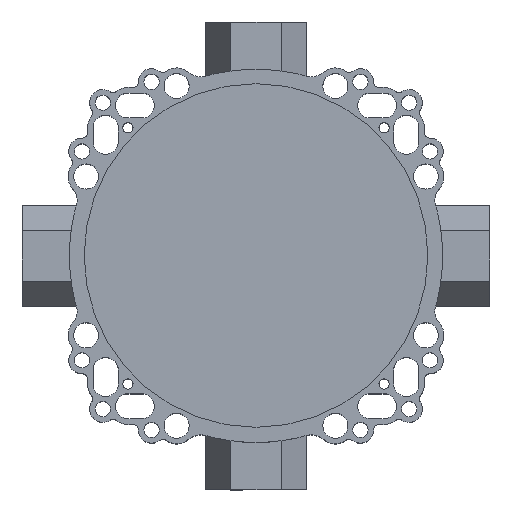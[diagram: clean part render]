
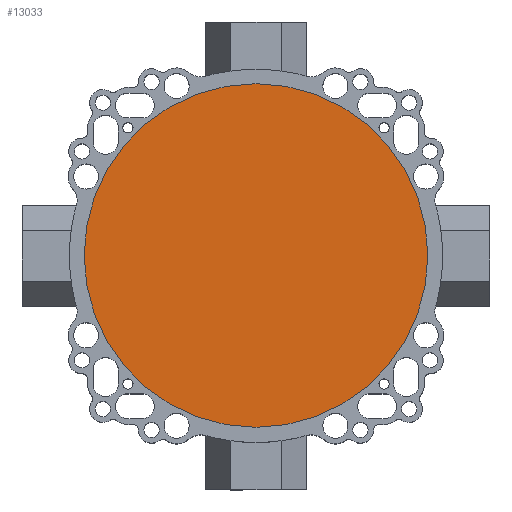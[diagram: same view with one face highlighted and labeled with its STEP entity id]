
A CAD part, top view. The second image highlights one B-rep face of the part: STEP entity #13033.
In plain terms, the highlighted planar face has unit normal (0, 0, 1).
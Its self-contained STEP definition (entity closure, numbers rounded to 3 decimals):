
#1264 = EDGE_CURVE ( 'NONE', #9907, #12421, #13407, .T. ) ;
#1825 = EDGE_CURVE ( 'NONE', #12421, #9907, #2993, .T. ) ;
#2320 = DIRECTION ( 'NONE',  ( 0., 0., 1. ) ) ;
#2626 = AXIS2_PLACEMENT_3D ( 'NONE', #9827, #2320, #11088 ) ;
#2985 = ORIENTED_EDGE ( 'NONE', *, *, #1264, .T. ) ;
#2993 = CIRCLE ( 'NONE', #6754, 61.696 ) ;
#3313 = CARTESIAN_POINT ( 'NONE',  ( 0., 0., 104. ) ) ;
#4586 = DIRECTION ( 'NONE',  ( 0., 1., 0. ) ) ;
#6740 = AXIS2_PLACEMENT_3D ( 'NONE', #14926, #7438, #16160 ) ;
#6754 = AXIS2_PLACEMENT_3D ( 'NONE', #3313, #12073, #4586 ) ;
#7438 = DIRECTION ( 'NONE',  ( 0., 0., 1. ) ) ;
#7638 = CARTESIAN_POINT ( 'NONE',  ( 0., 61.696, 104. ) ) ;
#7880 = EDGE_LOOP ( 'NONE', ( #2985, #10458 ) ) ;
#9827 = CARTESIAN_POINT ( 'NONE',  ( 0., 0., 104. ) ) ;
#9907 = VERTEX_POINT ( 'NONE', #7638 ) ;
#10458 = ORIENTED_EDGE ( 'NONE', *, *, #1825, .T. ) ;
#11088 = DIRECTION ( 'NONE',  ( 0., 1., 0. ) ) ;
#12073 = DIRECTION ( 'NONE',  ( 0., 0., 1. ) ) ;
#12421 = VERTEX_POINT ( 'NONE', #14734 ) ;
#13033 = ADVANCED_FACE ( 'NONE', ( #15234 ), #14870, .T. ) ;
#13407 = CIRCLE ( 'NONE', #2626, 61.696 ) ;
#14734 = CARTESIAN_POINT ( 'NONE',  ( 0., -61.696, 104. ) ) ;
#14870 = PLANE ( 'NONE',  #6740 ) ;
#14926 = CARTESIAN_POINT ( 'NONE',  ( 0., 0., 104. ) ) ;
#15234 = FACE_OUTER_BOUND ( 'NONE', #7880, .T. ) ;
#16160 = DIRECTION ( 'NONE',  ( 0., 1., 0. ) ) ;
